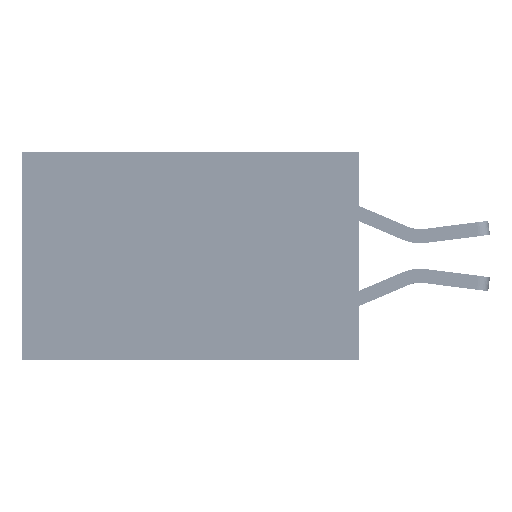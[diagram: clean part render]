
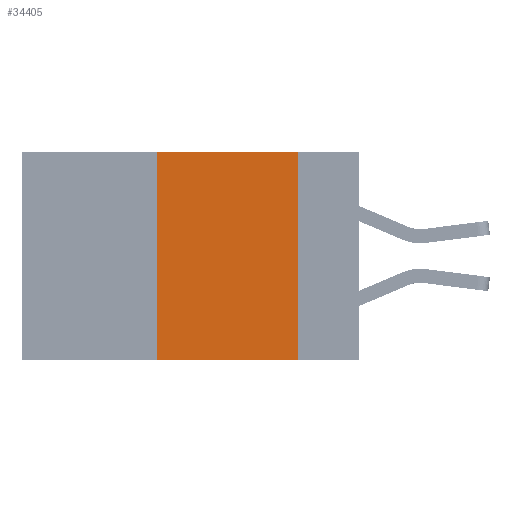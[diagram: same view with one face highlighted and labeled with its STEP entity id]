
A CAD part, left-side view. The second image highlights one B-rep face of the part: STEP entity #34405.
In plain terms, the highlighted planar face has unit normal (-1, 0, 0).
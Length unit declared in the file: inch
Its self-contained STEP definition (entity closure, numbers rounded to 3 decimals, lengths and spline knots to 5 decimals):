
#1351 = EDGE_CURVE ( 'NONE', #7829, #2128, #32693, .T. ) ;
#2128 = VERTEX_POINT ( 'NONE', #3024 ) ;
#2492 = CARTESIAN_POINT ( 'NONE',  ( 0., 0.6, 0. ) ) ;
#2581 = DIRECTION ( 'NONE',  ( 0., 0., 1. ) ) ;
#3024 = CARTESIAN_POINT ( 'NONE',  ( 0., 0.11, 0. ) ) ;
#3864 = ORIENTED_EDGE ( 'NONE', *, *, #1351, .F. ) ;
#5482 = AXIS2_PLACEMENT_3D ( 'NONE', #14867, #35174, #15021 ) ;
#7674 = EDGE_CURVE ( 'NONE', #30561, #37211, #31256, .T. ) ;
#7829 = VERTEX_POINT ( 'NONE', #14803 ) ;
#9310 = EDGE_CURVE ( 'NONE', #30561, #7829, #35850, .T. ) ;
#11057 = CARTESIAN_POINT ( 'NONE',  ( 0., 0.11, 0. ) ) ;
#11548 = PLANE ( 'NONE',  #5482 ) ;
#13257 = EDGE_CURVE ( 'NONE', #2128, #37211, #29791, .T. ) ;
#14803 = CARTESIAN_POINT ( 'NONE',  ( 0., 0.36, 0. ) ) ;
#14867 = CARTESIAN_POINT ( 'NONE',  ( 0., 0.6, 0. ) ) ;
#15021 = DIRECTION ( 'NONE',  ( 0., 0., -1. ) ) ;
#17326 = DIRECTION ( 'NONE',  ( 0., -1., 0. ) ) ;
#17947 = VECTOR ( 'NONE', #2581, 39.37008 ) ;
#18187 = FACE_OUTER_BOUND ( 'NONE', #31464, .T. ) ;
#21232 = VECTOR ( 'NONE', #17326, 39.37008 ) ;
#24337 = CARTESIAN_POINT ( 'NONE',  ( 0., 0.36, -0.37 ) ) ;
#27376 = CARTESIAN_POINT ( 'NONE',  ( 0., 0.6, -0.37 ) ) ;
#27951 = CARTESIAN_POINT ( 'NONE',  ( 0., 0.11, -0.37 ) ) ;
#28741 = VECTOR ( 'NONE', #41403, 39.37008 ) ;
#29661 = DIRECTION ( 'NONE',  ( 0., -1., 0. ) ) ;
#29791 = LINE ( 'NONE', #11057, #28741 ) ;
#30561 = VERTEX_POINT ( 'NONE', #24337 ) ;
#31256 = LINE ( 'NONE', #27376, #21232 ) ;
#31464 = EDGE_LOOP ( 'NONE', ( #39904, #3864, #38772, #34560 ) ) ;
#32693 = LINE ( 'NONE', #2492, #40503 ) ;
#34405 = ADVANCED_FACE ( 'NONE', ( #18187 ), #11548, .F. ) ;
#34560 = ORIENTED_EDGE ( 'NONE', *, *, #7674, .T. ) ;
#35174 = DIRECTION ( 'NONE',  ( 1., 0., 0. ) ) ;
#35850 = LINE ( 'NONE', #43025, #17947 ) ;
#37211 = VERTEX_POINT ( 'NONE', #27951 ) ;
#38772 = ORIENTED_EDGE ( 'NONE', *, *, #9310, .F. ) ;
#39904 = ORIENTED_EDGE ( 'NONE', *, *, #13257, .F. ) ;
#40503 = VECTOR ( 'NONE', #29661, 39.37008 ) ;
#41403 = DIRECTION ( 'NONE',  ( 0., 0., -1. ) ) ;
#43025 = CARTESIAN_POINT ( 'NONE',  ( 0., 0.36, 0. ) ) ;
